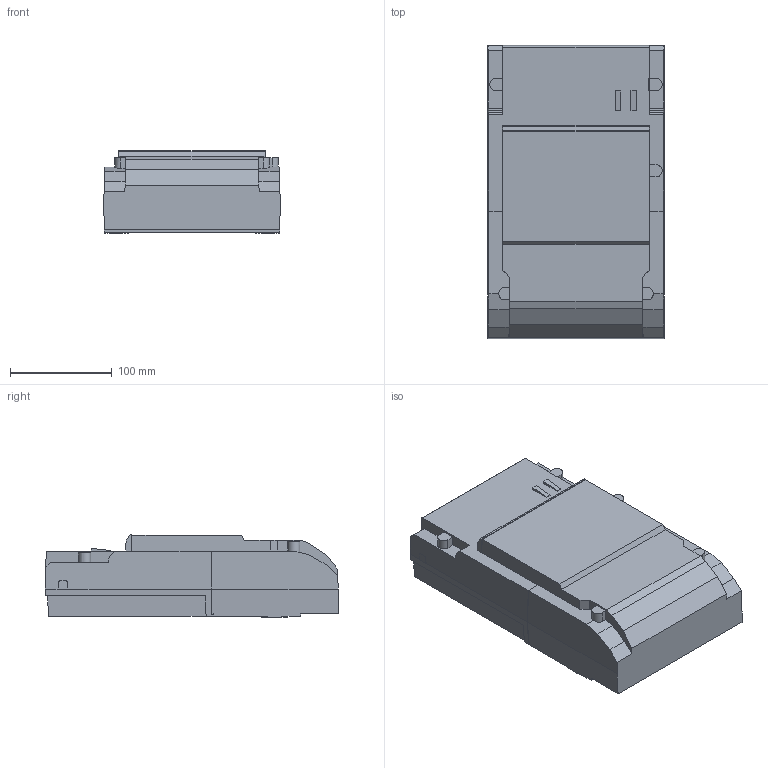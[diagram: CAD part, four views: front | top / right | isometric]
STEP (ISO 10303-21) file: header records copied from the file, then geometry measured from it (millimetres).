
FILE_DESCRIPTION(('STEP AP203'), '1');
FILE_NAME('Ì234ARTM-100A(ñ ëåïåñòêàìè ïîä ÓÇ-ñâàðêó)ñ êð', '2018-05-07T10:07:06', (''), (''), 'ASCON STEP Converter 1.3', 'ASCON Math Kernel', '');
FILE_SCHEMA(('CONFIG_CONTROL_DESIGN'));
Length unit declared in the file: millimetre
Bounding box: 173.5 x 288.5 x 81.4 mm (x, y, z)
Volume: 2971631.5 mm3; surface area: 238843.9 mm2
Topology: 1 solids, 1 shells, 405 faces, 1153 edges, 760 vertices
Faces by surface type: plane 346, cylinder 41, cone 18
Full cylindrical faces by diameter (mm): 9 x8
Entity records: 16248 total; most frequent: CARTESIAN_POINT 2453, ORIENTED_EDGE 2274, DIRECTION 2005, EDGE_CURVE 1137, LINE 1005, VECTOR 1005, VERTEX_POINT 760, AXIS2_PLACEMENT_3D 500
